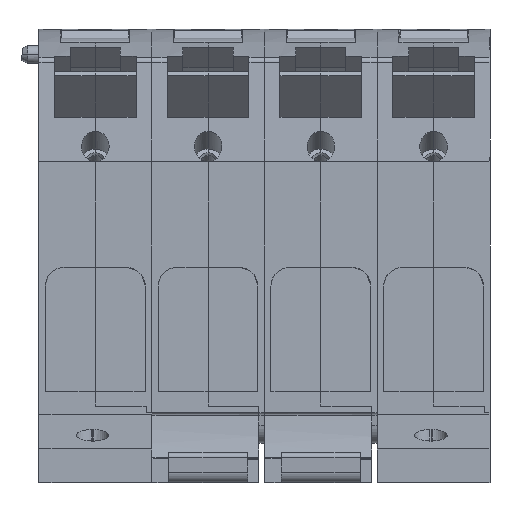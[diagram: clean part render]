
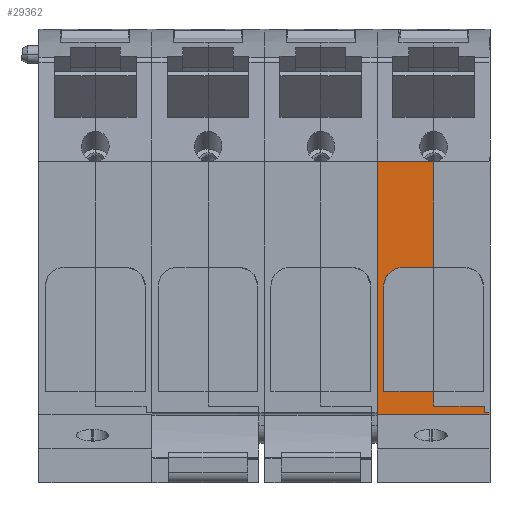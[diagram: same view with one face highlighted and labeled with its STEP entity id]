
A CAD part, front view. The second image highlights one B-rep face of the part: STEP entity #29362.
In plain terms, the highlighted planar face has unit normal (0, -1, 0).
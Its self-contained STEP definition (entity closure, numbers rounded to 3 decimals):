
#29344=AXIS2_PLACEMENT_3D('Plane Axis2P3D',#29341,#29342,#29343) ;
#22820=CARTESIAN_POINT('Vertex',(82.,17.,13.6)) ;
#22823=CARTESIAN_POINT('Line Origine',(82.,17.,13.025)) ;
#22827=CARTESIAN_POINT('Vertex',(82.,17.,12.45)) ;
#22936=CARTESIAN_POINT('Line Origine',(82.5,17.,12.45)) ;
#22940=CARTESIAN_POINT('Vertex',(83.,17.,12.45)) ;
#22973=CARTESIAN_POINT('Vertex',(83.,17.,12.187)) ;
#23023=CARTESIAN_POINT('Line Origine',(83.,17.,12.319)) ;
#23057=CARTESIAN_POINT('Vertex',(73.,17.,13.6)) ;
#23060=CARTESIAN_POINT('Line Origine',(77.5,17.,13.6)) ;
#25890=CARTESIAN_POINT('Line Origine',(68.,17.,56.95)) ;
#25894=CARTESIAN_POINT('Vertex',(63.,17.,56.95)) ;
#25896=CARTESIAN_POINT('Vertex',(72.793,17.,56.95)) ;
#26072=CARTESIAN_POINT('Line Origine',(64.15,17.,25.546)) ;
#26076=CARTESIAN_POINT('Vertex',(64.15,17.,16.2)) ;
#26078=CARTESIAN_POINT('Vertex',(64.15,17.,34.892)) ;
#26124=CARTESIAN_POINT('Control Point',(67.485,17.,38.202)) ;
#26125=CARTESIAN_POINT('Control Point',(67.163,17.,38.201)) ;
#26126=CARTESIAN_POINT('Control Point',(66.84,17.,38.159)) ;
#26127=CARTESIAN_POINT('Control Point',(66.525,17.,38.079)) ;
#26128=CARTESIAN_POINT('Control Point',(65.923,17.,37.845)) ;
#26129=CARTESIAN_POINT('Control Point',(65.394,17.,37.479)) ;
#26130=CARTESIAN_POINT('Control Point',(65.154,17.,37.268)) ;
#26131=CARTESIAN_POINT('Control Point',(64.666,17.,36.726)) ;
#26132=CARTESIAN_POINT('Control Point',(64.339,17.,36.078)) ;
#26133=CARTESIAN_POINT('Control Point',(64.213,17.,35.69)) ;
#26134=CARTESIAN_POINT('Control Point',(64.15,17.,35.29)) ;
#26135=CARTESIAN_POINT('Control Point',(64.15,17.,34.892)) ;
#26136=CARTESIAN_POINT('Vertex',(67.485,17.,38.202)) ;
#26183=CARTESIAN_POINT('Vertex',(73.,17.,38.202)) ;
#26186=CARTESIAN_POINT('Line Origine',(70.242,17.,38.202)) ;
#27314=CARTESIAN_POINT('Line Origine',(68.575,17.,16.2)) ;
#27318=CARTESIAN_POINT('Vertex',(73.,17.,16.2)) ;
#27531=CARTESIAN_POINT('Control Point',(72.793,17.,56.95)) ;
#27532=CARTESIAN_POINT('Control Point',(72.862,17.,56.943)) ;
#27533=CARTESIAN_POINT('Control Point',(72.931,17.,56.94)) ;
#27534=CARTESIAN_POINT('Control Point',(73.,17.,56.94)) ;
#27535=CARTESIAN_POINT('Vertex',(73.,17.,56.94)) ;
#28965=CARTESIAN_POINT('Line Origine',(73.,17.,47.571)) ;
#28970=CARTESIAN_POINT('Line Origine',(73.,17.,14.9)) ;
#29216=CARTESIAN_POINT('Vertex',(63.,17.,12.187)) ;
#29219=CARTESIAN_POINT('Line Origine',(63.,17.,34.569)) ;
#29319=CARTESIAN_POINT('Line Origine',(73.,17.,12.187)) ;
#29341=CARTESIAN_POINT('Axis2P3D Location',(63.,17.,13.45)) ;
#22824=DIRECTION('Vector Direction',(0.,0.,-1.)) ;
#22937=DIRECTION('Vector Direction',(-1.,0.,0.)) ;
#23024=DIRECTION('Vector Direction',(0.,0.,1.)) ;
#23061=DIRECTION('Vector Direction',(1.,0.,0.)) ;
#25891=DIRECTION('Vector Direction',(1.,0.,0.)) ;
#26073=DIRECTION('Vector Direction',(0.,0.,-1.)) ;
#26187=DIRECTION('Vector Direction',(-1.,0.,0.)) ;
#27315=DIRECTION('Vector Direction',(1.,0.,0.)) ;
#28966=DIRECTION('Vector Direction',(0.,0.,1.)) ;
#28971=DIRECTION('Vector Direction',(0.,0.,1.)) ;
#29220=DIRECTION('Vector Direction',(0.,0.,1.)) ;
#29320=DIRECTION('Vector Direction',(-1.,0.,0.)) ;
#29342=DIRECTION('Axis2P3D Direction',(0.,1.,0.)) ;
#29343=DIRECTION('Axis2P3D XDirection',(0.,0.,1.)) ;
#22825=VECTOR('Line Direction',#22824,1.) ;
#22938=VECTOR('Line Direction',#22937,1.) ;
#23025=VECTOR('Line Direction',#23024,1.) ;
#23062=VECTOR('Line Direction',#23061,1.) ;
#25892=VECTOR('Line Direction',#25891,1.) ;
#26074=VECTOR('Line Direction',#26073,1.) ;
#26188=VECTOR('Line Direction',#26187,1.) ;
#27316=VECTOR('Line Direction',#27315,1.) ;
#28967=VECTOR('Line Direction',#28966,1.) ;
#28972=VECTOR('Line Direction',#28971,1.) ;
#29221=VECTOR('Line Direction',#29220,1.) ;
#29321=VECTOR('Line Direction',#29320,1.) ;
#29347=ORIENTED_EDGE('',*,*,#29223,.F.) ;
#29348=ORIENTED_EDGE('',*,*,#29323,.F.) ;
#29349=ORIENTED_EDGE('',*,*,#23027,.T.) ;
#29350=ORIENTED_EDGE('',*,*,#22942,.T.) ;
#29351=ORIENTED_EDGE('',*,*,#22829,.F.) ;
#29352=ORIENTED_EDGE('',*,*,#23064,.T.) ;
#29353=ORIENTED_EDGE('',*,*,#28974,.T.) ;
#29354=ORIENTED_EDGE('',*,*,#27320,.F.) ;
#29355=ORIENTED_EDGE('',*,*,#26080,.T.) ;
#29356=ORIENTED_EDGE('',*,*,#26138,.T.) ;
#29357=ORIENTED_EDGE('',*,*,#26190,.T.) ;
#29358=ORIENTED_EDGE('',*,*,#28969,.F.) ;
#29359=ORIENTED_EDGE('',*,*,#27537,.F.) ;
#29360=ORIENTED_EDGE('',*,*,#25898,.F.) ;
#29362=ADVANCED_FACE('MLD L',(#29361),#29345,.F.) ;
#26123=B_SPLINE_CURVE_WITH_KNOTS('',5,(#26124,#26125,#26126,#26127,#26128,#26129,#26130,#26131,#26132,#26133,#26134,#26135),.UNSPECIFIED.,.F.,.U.,(6,3,3,6),(0.,2.31,4.606,7.572),.UNSPECIFIED.) ;
#27530=B_SPLINE_CURVE_WITH_KNOTS('',3,(#27531,#27532,#27533,#27534),.UNSPECIFIED.,.F.,.U.,(4,4),(0.,0.294),.UNSPECIFIED.) ;
#22829=EDGE_CURVE('',#22821,#22828,#22826,.T.) ;
#22942=EDGE_CURVE('',#22941,#22828,#22939,.T.) ;
#23027=EDGE_CURVE('',#22974,#22941,#23026,.T.) ;
#23064=EDGE_CURVE('',#22821,#23058,#23063,.F.) ;
#25898=EDGE_CURVE('',#25895,#25897,#25893,.T.) ;
#26080=EDGE_CURVE('',#26077,#26079,#26075,.F.) ;
#26138=EDGE_CURVE('',#26079,#26137,#26123,.F.) ;
#26190=EDGE_CURVE('',#26137,#26184,#26189,.F.) ;
#27320=EDGE_CURVE('',#26077,#27319,#27317,.T.) ;
#27537=EDGE_CURVE('',#25897,#27536,#27530,.T.) ;
#28969=EDGE_CURVE('',#27536,#26184,#28968,.F.) ;
#28974=EDGE_CURVE('',#23058,#27319,#28973,.T.) ;
#29223=EDGE_CURVE('',#29217,#25895,#29222,.T.) ;
#29323=EDGE_CURVE('',#22974,#29217,#29322,.T.) ;
#29346=EDGE_LOOP('',(#29347,#29348,#29349,#29350,#29351,#29352,#29353,#29354,#29355,#29356,#29357,#29358,#29359,#29360)) ;
#29361=FACE_OUTER_BOUND('',#29346,.T.) ;
#22826=LINE('Line',#22823,#22825) ;
#22939=LINE('Line',#22936,#22938) ;
#23026=LINE('Line',#23023,#23025) ;
#23063=LINE('Line',#23060,#23062) ;
#25893=LINE('Line',#25890,#25892) ;
#26075=LINE('Line',#26072,#26074) ;
#26189=LINE('Line',#26186,#26188) ;
#27317=LINE('Line',#27314,#27316) ;
#28968=LINE('Line',#28965,#28967) ;
#28973=LINE('Line',#28970,#28972) ;
#29222=LINE('Line',#29219,#29221) ;
#29322=LINE('Line',#29319,#29321) ;
#29345=PLANE('',#29344) ;
#22821=VERTEX_POINT('',#22820) ;
#22828=VERTEX_POINT('',#22827) ;
#22941=VERTEX_POINT('',#22940) ;
#22974=VERTEX_POINT('',#22973) ;
#23058=VERTEX_POINT('',#23057) ;
#25895=VERTEX_POINT('',#25894) ;
#25897=VERTEX_POINT('',#25896) ;
#26077=VERTEX_POINT('',#26076) ;
#26079=VERTEX_POINT('',#26078) ;
#26137=VERTEX_POINT('',#26136) ;
#26184=VERTEX_POINT('',#26183) ;
#27319=VERTEX_POINT('',#27318) ;
#27536=VERTEX_POINT('',#27535) ;
#29217=VERTEX_POINT('',#29216) ;
